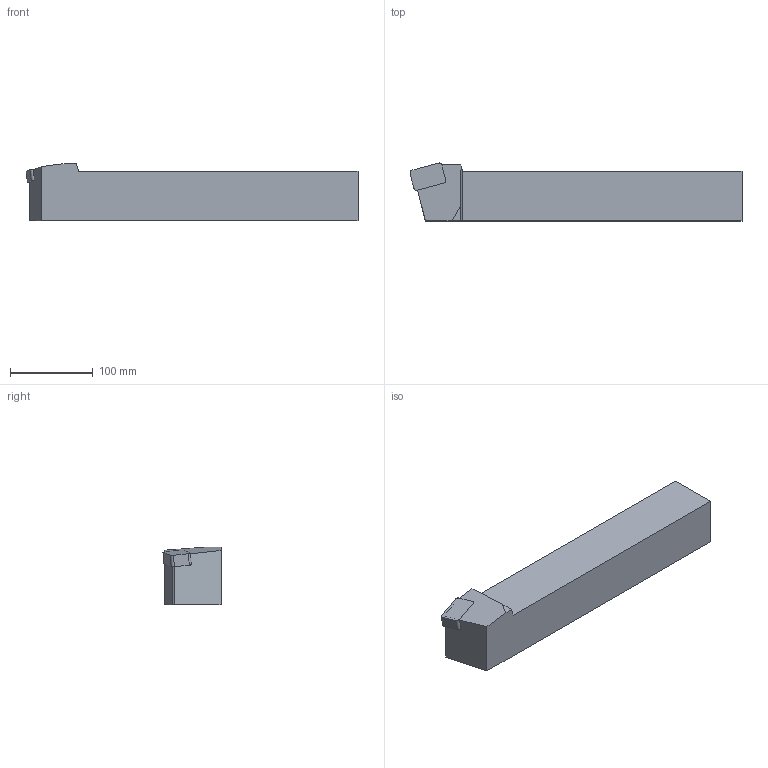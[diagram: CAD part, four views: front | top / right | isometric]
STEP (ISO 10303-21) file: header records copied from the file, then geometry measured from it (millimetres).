
FILE_DESCRIPTION(/* description */ (''),/* implementation_level */ '2;1');
FILE_NAME(/* name */ 'PLBNL6060V40A_SIM.stp',/* time_stamp */ '2023-09-01T13:02:04+02:00',/* author */ (''),/* organization */ (''),/* preprocessor_version */ 'ST-DEVELOPER v18.102',/* originating_system */ 'SIEMENS PLM Software NX 2027',/* authorisation */ '');
FILE_SCHEMA (('AUTOMOTIVE_DESIGN { 1 0 10303 214 3 1 1 1 }'));
Length unit declared in the file: millimetre
Products named in the file (1): model1
Bounding box: 402.07 x 70.25 x 70 mm (x, y, z)
Volume: 1459297.3 mm3; surface area: 106961.7 mm2
Topology: 2 solids, 2 shells, 25 faces, 61 edges, 40 vertices
Faces by surface type: plane 19, cylinder 6
Entity records: 760 total; most frequent: CARTESIAN_POINT 127, DIRECTION 124, ORIENTED_EDGE 122, EDGE_CURVE 61, LINE 50, VECTOR 50, VERTEX_POINT 40, AXIS2_PLACEMENT_3D 37
